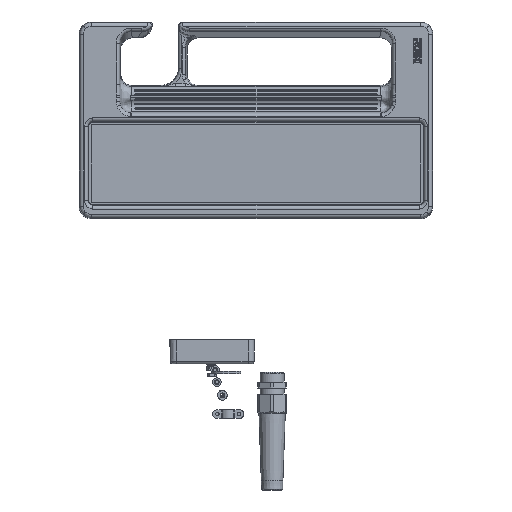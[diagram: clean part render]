
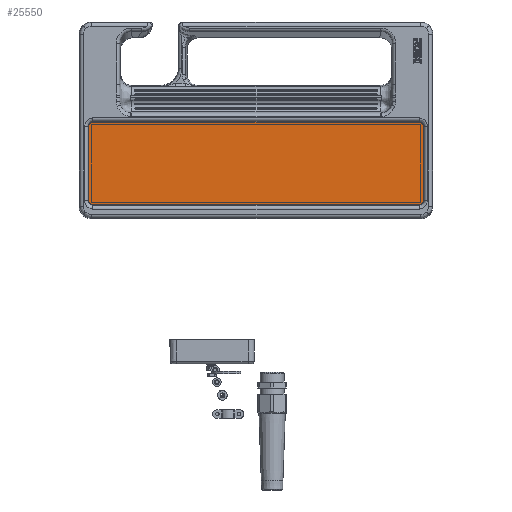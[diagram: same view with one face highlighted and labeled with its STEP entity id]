
A CAD part, front view. The second image highlights one B-rep face of the part: STEP entity #25550.
In plain terms, the highlighted planar face has unit normal (0, -1, 0).
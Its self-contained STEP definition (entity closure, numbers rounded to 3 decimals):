
#15958 = AXIS2_PLACEMENT_3D ( 'NONE', #35314, #35325, #35327 ) ;
#21392 = VERTEX_POINT ( 'NONE', #60757 ) ;
#21401 = VERTEX_POINT ( 'NONE', #60763 ) ;
#21406 = VERTEX_POINT ( 'NONE', #60765 ) ;
#21409 = VERTEX_POINT ( 'NONE', #60767 ) ;
#21418 = VERTEX_POINT ( 'NONE', #60772 ) ;
#21421 = VERTEX_POINT ( 'NONE', #60773 ) ;
#21424 = VERTEX_POINT ( 'NONE', #60775 ) ;
#21429 = VERTEX_POINT ( 'NONE', #60779 ) ;
#24853 = EDGE_CURVE ( 'NONE', #21401, #21409, #82092, .T. ) ;
#24863 = EDGE_CURVE ( 'NONE', #21409, #21406, #88051, .T. ) ;
#24873 = EDGE_CURVE ( 'NONE', #21406, #21418, #82112, .T. ) ;
#24884 = EDGE_CURVE ( 'NONE', #21418, #21392, #88064, .T. ) ;
#24894 = EDGE_CURVE ( 'NONE', #21392, #21421, #82129, .T. ) ;
#24904 = EDGE_CURVE ( 'NONE', #21421, #21424, #88082, .T. ) ;
#24914 = EDGE_CURVE ( 'NONE', #21424, #21429, #82146, .T. ) ;
#24924 = EDGE_CURVE ( 'NONE', #21429, #21401, #88100, .T. ) ;
#25550 = ADVANCED_FACE ( 'NONE', ( #35321 ), #35309, .T. ) ;
#30487 = ORIENTED_EDGE ( 'NONE', *, *, #24853, .F. ) ;
#30488 = ORIENTED_EDGE ( 'NONE', *, *, #24924, .F. ) ;
#30489 = ORIENTED_EDGE ( 'NONE', *, *, #24914, .F. ) ;
#30490 = ORIENTED_EDGE ( 'NONE', *, *, #24904, .F. ) ;
#30491 = ORIENTED_EDGE ( 'NONE', *, *, #24894, .F. ) ;
#30492 = ORIENTED_EDGE ( 'NONE', *, *, #24884, .F. ) ;
#30493 = ORIENTED_EDGE ( 'NONE', *, *, #24873, .F. ) ;
#30494 = ORIENTED_EDGE ( 'NONE', *, *, #24863, .F. ) ;
#35309 = PLANE ( 'NONE',  #15958 ) ;
#35314 = CARTESIAN_POINT ( 'NONE',  ( 3.5, 0., -3.5 ) ) ;
#35321 = FACE_OUTER_BOUND ( 'NONE', #108195, .T. ) ;
#35325 = DIRECTION ( 'NONE',  ( 0., -1., 0. ) ) ;
#35327 = DIRECTION ( 'NONE',  ( 0., 0., -1. ) ) ;
#60757 = CARTESIAN_POINT ( 'NONE',  ( 279., 0., -65.5 ) ) ;
#60763 = CARTESIAN_POINT ( 'NONE',  ( 0., 0., -3.5 ) ) ;
#60765 = CARTESIAN_POINT ( 'NONE',  ( 275.5, 0., 0. ) ) ;
#60767 = CARTESIAN_POINT ( 'NONE',  ( 3.5, 0., 0. ) ) ;
#60772 = CARTESIAN_POINT ( 'NONE',  ( 279., 0., -3.5 ) ) ;
#60773 = CARTESIAN_POINT ( 'NONE',  ( 275.5, 0., -69. ) ) ;
#60775 = CARTESIAN_POINT ( 'NONE',  ( 3.5, 0., -69. ) ) ;
#60779 = CARTESIAN_POINT ( 'NONE',  ( 0., 0., -65.5 ) ) ;
#82092 = CIRCLE ( 'NONE', #82099, 3.5 ) ;
#82099 = AXIS2_PLACEMENT_3D ( 'NONE', #88042, #88043, #88044 ) ;
#82105 = VECTOR ( 'NONE', #88053, 1000. ) ;
#82112 = CIRCLE ( 'NONE', #82116, 3.5 ) ;
#82116 = AXIS2_PLACEMENT_3D ( 'NONE', #88061, #88062, #88063 ) ;
#82120 = VECTOR ( 'NONE', #88071, 1000. ) ;
#82129 = CIRCLE ( 'NONE', #82133, 3.5 ) ;
#82133 = AXIS2_PLACEMENT_3D ( 'NONE', #88079, #88080, #88081 ) ;
#82138 = VECTOR ( 'NONE', #88089, 1000. ) ;
#82146 = CIRCLE ( 'NONE', #82151, 3.5 ) ;
#82151 = AXIS2_PLACEMENT_3D ( 'NONE', #88097, #88098, #88099 ) ;
#82155 = VECTOR ( 'NONE', #88107, 1000. ) ;
#88042 = CARTESIAN_POINT ( 'NONE',  ( 3.5, 0., -3.5 ) ) ;
#88043 = DIRECTION ( 'NONE',  ( 0., 1., 0. ) ) ;
#88044 = DIRECTION ( 'NONE',  ( 0., 0., -1. ) ) ;
#88051 = LINE ( 'NONE', #88052, #82105 ) ;
#88052 = CARTESIAN_POINT ( 'NONE',  ( 3.5, 0., 0. ) ) ;
#88053 = DIRECTION ( 'NONE',  ( 1., 0., 0. ) ) ;
#88060 = CARTESIAN_POINT ( 'NONE',  ( 279., 0., -3.5 ) ) ;
#88061 = CARTESIAN_POINT ( 'NONE',  ( 275.5, 0., -3.5 ) ) ;
#88062 = DIRECTION ( 'NONE',  ( 0., 1., 0. ) ) ;
#88063 = DIRECTION ( 'NONE',  ( 0., 0., -1. ) ) ;
#88064 = LINE ( 'NONE', #88060, #82120 ) ;
#88071 = DIRECTION ( 'NONE',  ( 0., 0., -1. ) ) ;
#88078 = CARTESIAN_POINT ( 'NONE',  ( 3.5, 0., -69. ) ) ;
#88079 = CARTESIAN_POINT ( 'NONE',  ( 275.5, 0., -65.5 ) ) ;
#88080 = DIRECTION ( 'NONE',  ( 0., 1., 0. ) ) ;
#88081 = DIRECTION ( 'NONE',  ( 0., 0., 1. ) ) ;
#88082 = LINE ( 'NONE', #88078, #82138 ) ;
#88089 = DIRECTION ( 'NONE',  ( -1., 0., 0. ) ) ;
#88096 = CARTESIAN_POINT ( 'NONE',  ( 0., 0., -3.5 ) ) ;
#88097 = CARTESIAN_POINT ( 'NONE',  ( 3.5, 0., -65.5 ) ) ;
#88098 = DIRECTION ( 'NONE',  ( 0., 1., 0. ) ) ;
#88099 = DIRECTION ( 'NONE',  ( 0., 0., 1. ) ) ;
#88100 = LINE ( 'NONE', #88096, #82155 ) ;
#88107 = DIRECTION ( 'NONE',  ( 0., 0., 1. ) ) ;
#108195 = EDGE_LOOP ( 'NONE', ( #30487, #30488, #30489, #30490, #30491, #30492, #30493, #30494 ) ) ;
